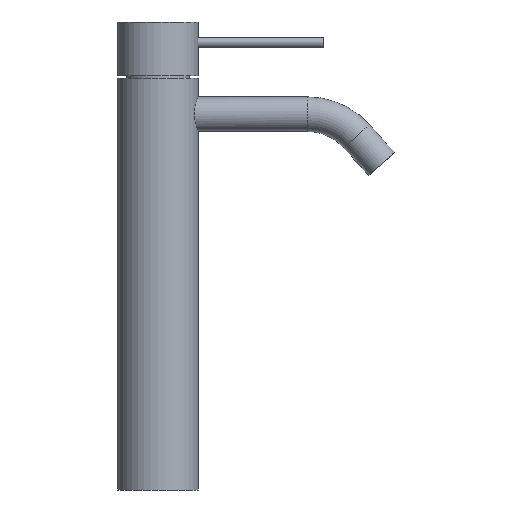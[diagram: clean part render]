
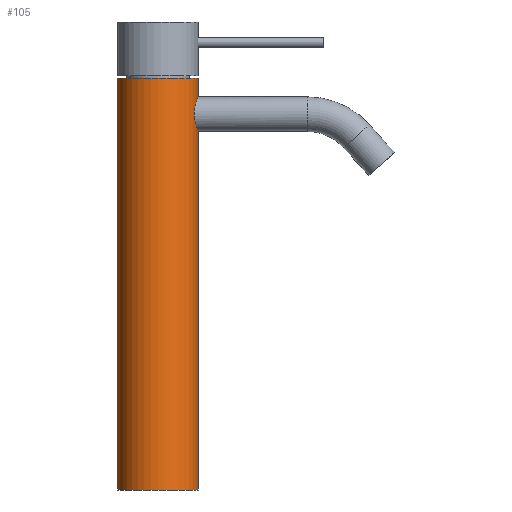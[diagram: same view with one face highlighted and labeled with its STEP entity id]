
A CAD part, left-side view. The second image highlights one B-rep face of the part: STEP entity #105.
In plain terms, the highlighted cylindrical face has radius 22.5 mm (diameter 45 mm), a partial arc.
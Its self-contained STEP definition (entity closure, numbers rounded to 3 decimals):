
#1 = DIRECTION ( 'NONE',  ( 0., 1., 0. ) ) ;
#89 = CARTESIAN_POINT ( 'NONE',  ( 0., -230., 0. ) ) ;
#105 = ADVANCED_FACE ( 'NONE', ( #1366 ), #369, .T. ) ;
#119 = AXIS2_PLACEMENT_3D ( 'NONE', #89, #1283, #1089 ) ;
#192 = ORIENTED_EDGE ( 'NONE', *, *, #286, .T. ) ;
#234 = CARTESIAN_POINT ( 'NONE',  ( 0., 0., -22.5 ) ) ;
#248 = CARTESIAN_POINT ( 'NONE',  ( 0., 0., 0. ) ) ;
#270 = EDGE_CURVE ( 'NONE', #414, #875, #648, .T. ) ;
#286 = EDGE_CURVE ( 'NONE', #1400, #414, #379, .T. ) ;
#364 = DIRECTION ( 'NONE',  ( 0., 1., 0. ) ) ;
#369 = CYLINDRICAL_SURFACE ( 'NONE', #823, 22.5 ) ;
#379 = CIRCLE ( 'NONE', #119, 22.5 ) ;
#414 = VERTEX_POINT ( 'NONE', #1023 ) ;
#526 = ORIENTED_EDGE ( 'NONE', *, *, #270, .T. ) ;
#567 = ORIENTED_EDGE ( 'NONE', *, *, #1075, .F. ) ;
#584 = VERTEX_POINT ( 'NONE', #234 ) ;
#648 = LINE ( 'NONE', #1021, #829 ) ;
#673 = CARTESIAN_POINT ( 'NONE',  ( 0., -230., -22.5 ) ) ;
#745 = ORIENTED_EDGE ( 'NONE', *, *, #954, .F. ) ;
#805 = LINE ( 'NONE', #1194, #1217 ) ;
#823 = AXIS2_PLACEMENT_3D ( 'NONE', #1112, #1, #1185 ) ;
#829 = VECTOR ( 'NONE', #1222, 1000. ) ;
#841 = DIRECTION ( 'NONE',  ( 0., 0., 1. ) ) ;
#875 = VERTEX_POINT ( 'NONE', #1136 ) ;
#903 = DIRECTION ( 'NONE',  ( 0., 1., 0. ) ) ;
#929 = AXIS2_PLACEMENT_3D ( 'NONE', #248, #903, #841 ) ;
#954 = EDGE_CURVE ( 'NONE', #1400, #584, #805, .T. ) ;
#999 = EDGE_LOOP ( 'NONE', ( #745, #192, #526, #567 ) ) ;
#1021 = CARTESIAN_POINT ( 'NONE',  ( 0., -230., 22.5 ) ) ;
#1023 = CARTESIAN_POINT ( 'NONE',  ( 0., -230., 22.5 ) ) ;
#1075 = EDGE_CURVE ( 'NONE', #584, #875, #1360, .T. ) ;
#1089 = DIRECTION ( 'NONE',  ( 0., 0., 1. ) ) ;
#1112 = CARTESIAN_POINT ( 'NONE',  ( 0., -230., 0. ) ) ;
#1136 = CARTESIAN_POINT ( 'NONE',  ( 0., 0., 22.5 ) ) ;
#1185 = DIRECTION ( 'NONE',  ( 0., 0., 1. ) ) ;
#1194 = CARTESIAN_POINT ( 'NONE',  ( 0., -230., -22.5 ) ) ;
#1217 = VECTOR ( 'NONE', #364, 1000. ) ;
#1222 = DIRECTION ( 'NONE',  ( 0., 1., 0. ) ) ;
#1283 = DIRECTION ( 'NONE',  ( 0., 1., 0. ) ) ;
#1360 = CIRCLE ( 'NONE', #929, 22.5 ) ;
#1366 = FACE_OUTER_BOUND ( 'NONE', #999, .T. ) ;
#1400 = VERTEX_POINT ( 'NONE', #673 ) ;
